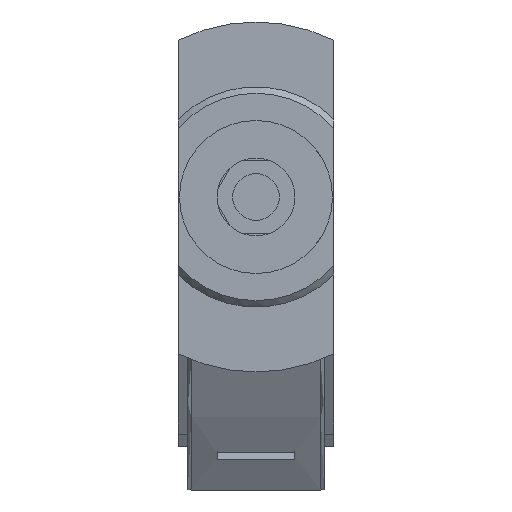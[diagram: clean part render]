
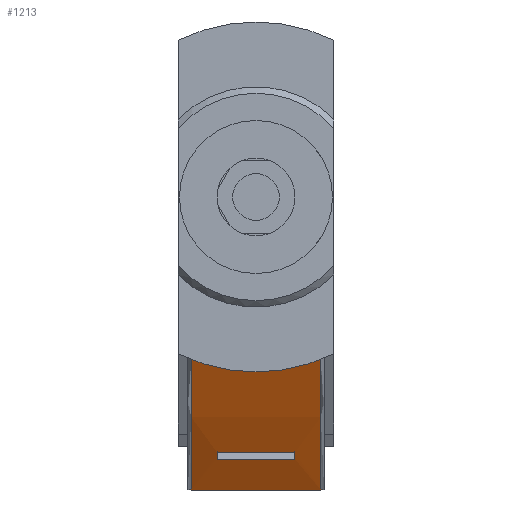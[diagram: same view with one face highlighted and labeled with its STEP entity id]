
A CAD part, front view. The second image highlights one B-rep face of the part: STEP entity #1213.
In plain terms, the highlighted cylindrical face has radius 377 mm (diameter 754 mm), a partial arc.
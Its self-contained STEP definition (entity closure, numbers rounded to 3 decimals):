
#32=FACE_BOUND('',#389,.T.);
#33=FACE_BOUND('',#390,.T.);
#111=LINE('',#2032,#206);
#118=LINE('',#2050,#213);
#123=LINE('',#2098,#218);
#124=LINE('',#2101,#219);
#125=LINE('',#2106,#220);
#126=LINE('',#2110,#221);
#206=VECTOR('',#1487,10.);
#213=VECTOR('',#1504,10.);
#218=VECTOR('',#1535,10.);
#219=VECTOR('',#1538,10.);
#220=VECTOR('',#1543,10.);
#221=VECTOR('',#1546,10.);
#281=CYLINDRICAL_SURFACE('',#1307,377.);
#317=FACE_OUTER_BOUND('',#388,.T.);
#388=EDGE_LOOP('',(#942,#943,#944,#945));
#389=EDGE_LOOP('',(#946,#947,#948,#949));
#390=EDGE_LOOP('',(#950,#951,#952,#953));
#465=CIRCLE('',#1305,377.);
#467=CIRCLE('',#1308,377.);
#468=CIRCLE('',#1309,377.);
#469=CIRCLE('',#1310,377.);
#470=CIRCLE('',#1311,377.);
#471=CIRCLE('',#1312,377.);
#564=VERTEX_POINT('',#2029);
#565=VERTEX_POINT('',#2031);
#570=VERTEX_POINT('',#2047);
#571=VERTEX_POINT('',#2049);
#578=VERTEX_POINT('',#2080);
#579=VERTEX_POINT('',#2082);
#581=VERTEX_POINT('',#2097);
#582=VERTEX_POINT('',#2099);
#583=VERTEX_POINT('',#2102);
#584=VERTEX_POINT('',#2104);
#585=VERTEX_POINT('',#2107);
#586=VERTEX_POINT('',#2109);
#697=EDGE_CURVE('',#565,#564,#111,.T.);
#706=EDGE_CURVE('',#571,#570,#118,.T.);
#718=EDGE_CURVE('',#578,#579,#465,.T.);
#721=EDGE_CURVE('',#581,#578,#123,.T.);
#722=EDGE_CURVE('',#582,#581,#467,.T.);
#723=EDGE_CURVE('',#579,#582,#124,.T.);
#724=EDGE_CURVE('',#583,#565,#468,.T.);
#725=EDGE_CURVE('',#564,#584,#469,.T.);
#726=EDGE_CURVE('',#584,#583,#125,.T.);
#727=EDGE_CURVE('',#570,#585,#470,.T.);
#728=EDGE_CURVE('',#585,#586,#126,.T.);
#729=EDGE_CURVE('',#586,#571,#471,.T.);
#942=ORIENTED_EDGE('',*,*,#718,.F.);
#943=ORIENTED_EDGE('',*,*,#721,.F.);
#944=ORIENTED_EDGE('',*,*,#722,.F.);
#945=ORIENTED_EDGE('',*,*,#723,.F.);
#946=ORIENTED_EDGE('',*,*,#724,.T.);
#947=ORIENTED_EDGE('',*,*,#697,.T.);
#948=ORIENTED_EDGE('',*,*,#725,.T.);
#949=ORIENTED_EDGE('',*,*,#726,.T.);
#950=ORIENTED_EDGE('',*,*,#727,.T.);
#951=ORIENTED_EDGE('',*,*,#728,.T.);
#952=ORIENTED_EDGE('',*,*,#729,.T.);
#953=ORIENTED_EDGE('',*,*,#706,.T.);
#1213=ADVANCED_FACE('',(#317,#32,#33),#281,.F.);
#1305=AXIS2_PLACEMENT_3D('',#2083,#1529,#1530);
#1307=AXIS2_PLACEMENT_3D('',#2096,#1533,#1534);
#1308=AXIS2_PLACEMENT_3D('',#2100,#1536,#1537);
#1309=AXIS2_PLACEMENT_3D('',#2103,#1539,#1540);
#1310=AXIS2_PLACEMENT_3D('',#2105,#1541,#1542);
#1311=AXIS2_PLACEMENT_3D('',#2108,#1544,#1545);
#1312=AXIS2_PLACEMENT_3D('',#2111,#1547,#1548);
#1487=DIRECTION('',(1.,0.,0.));
#1504=DIRECTION('',(-1.,0.,0.));
#1529=DIRECTION('center_axis',(1.,0.,0.));
#1530=DIRECTION('ref_axis',(0.,-0.018,1.));
#1533=DIRECTION('center_axis',(1.,0.,0.));
#1534=DIRECTION('ref_axis',(0.,0.276,0.961));
#1535=DIRECTION('',(-1.,0.,0.));
#1536=DIRECTION('center_axis',(-1.,0.,0.));
#1537=DIRECTION('ref_axis',(0.,-0.018,1.));
#1538=DIRECTION('',(1.,0.,0.));
#1539=DIRECTION('center_axis',(1.,0.,0.));
#1540=DIRECTION('ref_axis',(0.,0.276,0.961));
#1541=DIRECTION('center_axis',(-1.,0.,0.));
#1542=DIRECTION('ref_axis',(0.,0.276,0.961));
#1543=DIRECTION('',(-1.,0.,0.));
#1544=DIRECTION('center_axis',(1.,0.,0.));
#1545=DIRECTION('ref_axis',(0.,0.276,0.961));
#1546=DIRECTION('',(1.,0.,0.));
#1547=DIRECTION('center_axis',(-1.,0.,0.));
#1548=DIRECTION('ref_axis',(0.,0.276,0.961));
#2029=CARTESIAN_POINT('',(3.,114.397,-19.727));
#2031=CARTESIAN_POINT('',(-3.,114.397,-19.727));
#2032=CARTESIAN_POINT('',(0.,114.397,-19.727));
#2047=CARTESIAN_POINT('',(-3.,17.,-8.022));
#2049=CARTESIAN_POINT('',(3.,17.,-8.022));
#2050=CARTESIAN_POINT('',(0.,17.,-8.022));
#2080=CARTESIAN_POINT('',(-5.,125.015,-22.604));
#2082=CARTESIAN_POINT('',(-5.,12.,-8.11));
#2083=CARTESIAN_POINT('Origin',(-5.,21.1,-385.));
#2096=CARTESIAN_POINT('Origin',(0.,21.1,-385.));
#2097=CARTESIAN_POINT('',(5.,125.015,-22.604));
#2098=CARTESIAN_POINT('',(0.,125.015,-22.604));
#2099=CARTESIAN_POINT('',(5.,12.,-8.11));
#2100=CARTESIAN_POINT('Origin',(5.,21.1,-385.));
#2101=CARTESIAN_POINT('',(0.,12.,-8.11));
#2102=CARTESIAN_POINT('',(-3.,116.334,-20.227));
#2103=CARTESIAN_POINT('Origin',(-3.,21.1,-385.));
#2104=CARTESIAN_POINT('',(3.,116.334,-20.227));
#2105=CARTESIAN_POINT('Origin',(3.,21.1,-385.));
#2106=CARTESIAN_POINT('',(0.,116.334,-20.227));
#2107=CARTESIAN_POINT('',(-3.,15.,-8.049));
#2108=CARTESIAN_POINT('Origin',(-3.,21.1,-385.));
#2109=CARTESIAN_POINT('',(3.,15.,-8.049));
#2110=CARTESIAN_POINT('',(0.,15.,-8.049));
#2111=CARTESIAN_POINT('Origin',(3.,21.1,-385.));
